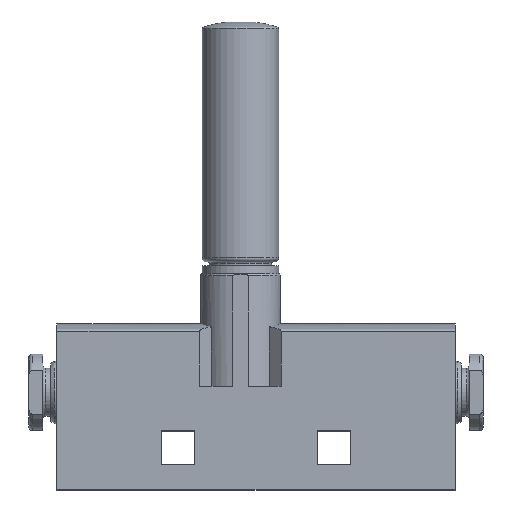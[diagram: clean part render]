
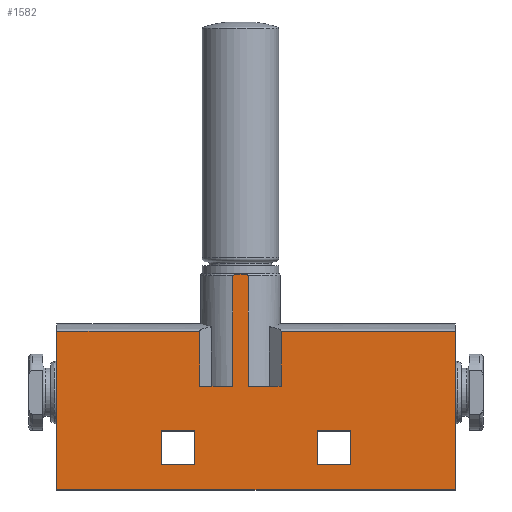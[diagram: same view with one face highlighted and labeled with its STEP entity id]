
A CAD part, top view. The second image highlights one B-rep face of the part: STEP entity #1582.
In plain terms, the highlighted planar face has unit normal (0, 0, 1).
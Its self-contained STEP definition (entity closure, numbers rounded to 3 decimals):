
#40=B_SPLINE_CURVE_WITH_KNOTS('',3,(#2265,#2266,#2267,#2268,#2269,#2270,
#2271,#2272,#2273,#2274,#2275,#2276,#2277),.UNSPECIFIED.,.F.,.F.,(4,1,1,
1,1,1,1,1,1,1,4),(0.003,0.003,0.003,
0.004,0.004,0.004,0.005,
0.005,0.005,0.005,0.005),
 .UNSPECIFIED.);
#91=LINE('',#2236,#167);
#92=LINE('',#2239,#168);
#93=LINE('',#2241,#169);
#94=LINE('',#2243,#170);
#95=LINE('',#2244,#171);
#96=LINE('',#2247,#172);
#97=LINE('',#2249,#173);
#98=LINE('',#2251,#174);
#99=LINE('',#2253,#175);
#100=LINE('',#2255,#176);
#101=LINE('',#2257,#177);
#102=LINE('',#2259,#178);
#103=LINE('',#2261,#179);
#104=LINE('',#2263,#180);
#105=LINE('',#2279,#181);
#106=LINE('',#2280,#182);
#107=LINE('',#2283,#183);
#108=LINE('',#2285,#184);
#109=LINE('',#2287,#185);
#167=VECTOR('',#1852,1000.);
#168=VECTOR('',#1853,1000.);
#169=VECTOR('',#1854,1000.);
#170=VECTOR('',#1855,1000.);
#171=VECTOR('',#1856,1000.);
#172=VECTOR('',#1857,1000.);
#173=VECTOR('',#1858,1000.);
#174=VECTOR('',#1859,1000.);
#175=VECTOR('',#1860,1000.);
#176=VECTOR('',#1861,1000.);
#177=VECTOR('',#1862,1000.);
#178=VECTOR('',#1863,1000.);
#179=VECTOR('',#1864,1000.);
#180=VECTOR('',#1865,1000.);
#181=VECTOR('',#1866,1000.);
#182=VECTOR('',#1867,1000.);
#183=VECTOR('',#1868,1000.);
#184=VECTOR('',#1869,1000.);
#185=VECTOR('',#1870,1000.);
#279=ORIENTED_EDGE('',*,*,#561,.F.);
#280=ORIENTED_EDGE('',*,*,#562,.F.);
#281=ORIENTED_EDGE('',*,*,#563,.F.);
#282=ORIENTED_EDGE('',*,*,#564,.F.);
#283=ORIENTED_EDGE('',*,*,#565,.F.);
#284=ORIENTED_EDGE('',*,*,#566,.T.);
#285=ORIENTED_EDGE('',*,*,#567,.T.);
#286=ORIENTED_EDGE('',*,*,#568,.T.);
#287=ORIENTED_EDGE('',*,*,#569,.F.);
#288=ORIENTED_EDGE('',*,*,#570,.F.);
#289=ORIENTED_EDGE('',*,*,#571,.T.);
#290=ORIENTED_EDGE('',*,*,#572,.T.);
#291=ORIENTED_EDGE('',*,*,#573,.F.);
#292=ORIENTED_EDGE('',*,*,#574,.T.);
#293=ORIENTED_EDGE('',*,*,#575,.F.);
#294=ORIENTED_EDGE('',*,*,#576,.T.);
#295=ORIENTED_EDGE('',*,*,#577,.F.);
#296=ORIENTED_EDGE('',*,*,#578,.F.);
#297=ORIENTED_EDGE('',*,*,#579,.F.);
#298=ORIENTED_EDGE('',*,*,#580,.F.);
#561=EDGE_CURVE('',#696,#697,#91,.T.);
#562=EDGE_CURVE('',#698,#696,#92,.T.);
#563=EDGE_CURVE('',#699,#698,#93,.T.);
#564=EDGE_CURVE('',#697,#699,#94,.T.);
#565=EDGE_CURVE('',#700,#701,#95,.T.);
#566=EDGE_CURVE('',#700,#702,#96,.T.);
#567=EDGE_CURVE('',#702,#703,#97,.T.);
#568=EDGE_CURVE('',#703,#704,#98,.T.);
#569=EDGE_CURVE('',#705,#704,#99,.T.);
#570=EDGE_CURVE('',#706,#705,#100,.T.);
#571=EDGE_CURVE('',#706,#707,#101,.T.);
#572=EDGE_CURVE('',#707,#708,#102,.T.);
#573=EDGE_CURVE('',#709,#708,#103,.T.);
#574=EDGE_CURVE('',#709,#710,#104,.F.);
#575=EDGE_CURVE('',#711,#710,#40,.T.);
#576=EDGE_CURVE('',#711,#701,#105,.T.);
#577=EDGE_CURVE('',#712,#713,#106,.T.);
#578=EDGE_CURVE('',#714,#712,#107,.T.);
#579=EDGE_CURVE('',#715,#714,#108,.T.);
#580=EDGE_CURVE('',#713,#715,#109,.T.);
#696=VERTEX_POINT('',#2237);
#697=VERTEX_POINT('',#2238);
#698=VERTEX_POINT('',#2240);
#699=VERTEX_POINT('',#2242);
#700=VERTEX_POINT('',#2245);
#701=VERTEX_POINT('',#2246);
#702=VERTEX_POINT('',#2248);
#703=VERTEX_POINT('',#2250);
#704=VERTEX_POINT('',#2252);
#705=VERTEX_POINT('',#2254);
#706=VERTEX_POINT('',#2256);
#707=VERTEX_POINT('',#2258);
#708=VERTEX_POINT('',#2260);
#709=VERTEX_POINT('',#2262);
#710=VERTEX_POINT('',#2264);
#711=VERTEX_POINT('',#2278);
#712=VERTEX_POINT('',#2281);
#713=VERTEX_POINT('',#2282);
#714=VERTEX_POINT('',#2284);
#715=VERTEX_POINT('',#2286);
#842=EDGE_LOOP('',(#279,#280,#281,#282));
#843=EDGE_LOOP('',(#283,#284,#285,#286,#287,#288,#289,#290,#291,#292,#293,
#294));
#844=EDGE_LOOP('',(#295,#296,#297,#298));
#946=FACE_BOUND('',#842,.T.);
#947=FACE_BOUND('',#843,.T.);
#948=FACE_BOUND('',#844,.T.);
#1038=PLANE('',#1674);
#1582=ADVANCED_FACE('',(#946,#947,#948),#1038,.F.);
#1674=AXIS2_PLACEMENT_3D('',#2235,#1850,#1851);
#1850=DIRECTION('',(0.,0.,-1.));
#1851=DIRECTION('',(-1.,0.,0.));
#1852=DIRECTION('',(-1.,0.,0.));
#1853=DIRECTION('',(0.,1.,0.));
#1854=DIRECTION('',(1.,0.,0.));
#1855=DIRECTION('',(0.,-1.,0.));
#1856=DIRECTION('',(1.,0.,0.));
#1857=DIRECTION('',(0.,1.,0.));
#1858=DIRECTION('',(-1.,0.,0.));
#1859=DIRECTION('',(0.,-1.,0.));
#1860=DIRECTION('',(-1.,0.,0.));
#1861=DIRECTION('',(0.,-1.,0.));
#1862=DIRECTION('',(-1.,0.,0.));
#1863=DIRECTION('',(0.,-1.,0.));
#1864=DIRECTION('',(1.,0.,0.));
#1865=DIRECTION('',(0.,-1.,0.));
#1866=DIRECTION('',(0.,-1.,0.));
#1867=DIRECTION('',(-1.,0.,0.));
#1868=DIRECTION('',(0.,1.,0.));
#1869=DIRECTION('',(1.,0.,0.));
#1870=DIRECTION('',(0.,-1.,0.));
#2235=CARTESIAN_POINT('',(25.5,20.277,5.));
#2236=CARTESIAN_POINT('',(25.5,7.55,5.));
#2237=CARTESIAN_POINT('',(12.15,7.55,5.));
#2238=CARTESIAN_POINT('',(7.85,7.55,5.));
#2239=CARTESIAN_POINT('',(12.15,20.277,5.));
#2240=CARTESIAN_POINT('',(12.15,3.25,5.));
#2241=CARTESIAN_POINT('',(25.5,3.25,5.));
#2242=CARTESIAN_POINT('',(7.85,3.25,5.));
#2243=CARTESIAN_POINT('',(7.85,20.277,5.));
#2244=CARTESIAN_POINT('',(25.5,13.25,5.));
#2245=CARTESIAN_POINT('',(-7.209,13.25,5.));
#2246=CARTESIAN_POINT('',(-3.005,13.25,5.));
#2247=CARTESIAN_POINT('',(-7.209,20.277,5.));
#2248=CARTESIAN_POINT('',(-7.209,20.277,5.));
#2249=CARTESIAN_POINT('',(25.5,20.277,5.));
#2250=CARTESIAN_POINT('',(-25.5,20.277,5.));
#2251=CARTESIAN_POINT('',(-25.5,20.277,5.));
#2252=CARTESIAN_POINT('',(-25.5,0.,5.));
#2253=CARTESIAN_POINT('',(25.5,0.,5.));
#2254=CARTESIAN_POINT('',(25.5,0.,5.));
#2255=CARTESIAN_POINT('',(25.5,20.277,5.));
#2256=CARTESIAN_POINT('',(25.5,20.277,5.));
#2257=CARTESIAN_POINT('',(25.5,20.277,5.));
#2258=CARTESIAN_POINT('',(3.209,20.277,5.));
#2259=CARTESIAN_POINT('',(3.209,20.277,5.));
#2260=CARTESIAN_POINT('',(3.209,13.25,5.));
#2261=CARTESIAN_POINT('',(25.5,13.25,5.));
#2262=CARTESIAN_POINT('',(-0.995,13.25,5.));
#2263=CARTESIAN_POINT('',(-0.995,13.25,5.));
#2264=CARTESIAN_POINT('',(-0.995,27.4,5.));
#2265=CARTESIAN_POINT('',(-3.005,27.4,5.));
#2266=CARTESIAN_POINT('',(-3.005,27.445,5.));
#2267=CARTESIAN_POINT('',(-2.919,27.505,5.));
#2268=CARTESIAN_POINT('',(-2.756,27.561,5.));
#2269=CARTESIAN_POINT('',(-2.535,27.598,5.));
#2270=CARTESIAN_POINT('',(-2.269,27.619,5.));
#2271=CARTESIAN_POINT('',(-2.003,27.626,5.));
#2272=CARTESIAN_POINT('',(-1.735,27.62,5.));
#2273=CARTESIAN_POINT('',(-1.469,27.599,5.));
#2274=CARTESIAN_POINT('',(-1.246,27.561,5.));
#2275=CARTESIAN_POINT('',(-1.081,27.505,5.));
#2276=CARTESIAN_POINT('',(-0.995,27.446,5.));
#2277=CARTESIAN_POINT('',(-0.995,27.4,5.));
#2278=CARTESIAN_POINT('',(-3.005,27.4,5.));
#2279=CARTESIAN_POINT('',(-3.005,13.25,5.));
#2280=CARTESIAN_POINT('',(25.5,7.55,5.));
#2281=CARTESIAN_POINT('',(-7.85,7.55,5.));
#2282=CARTESIAN_POINT('',(-12.15,7.55,5.));
#2283=CARTESIAN_POINT('',(-7.85,20.277,5.));
#2284=CARTESIAN_POINT('',(-7.85,3.25,5.));
#2285=CARTESIAN_POINT('',(25.5,3.25,5.));
#2286=CARTESIAN_POINT('',(-12.15,3.25,5.));
#2287=CARTESIAN_POINT('',(-12.15,20.277,5.));
